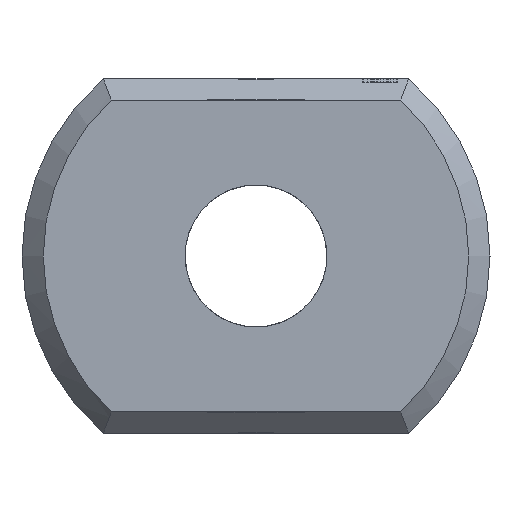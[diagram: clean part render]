
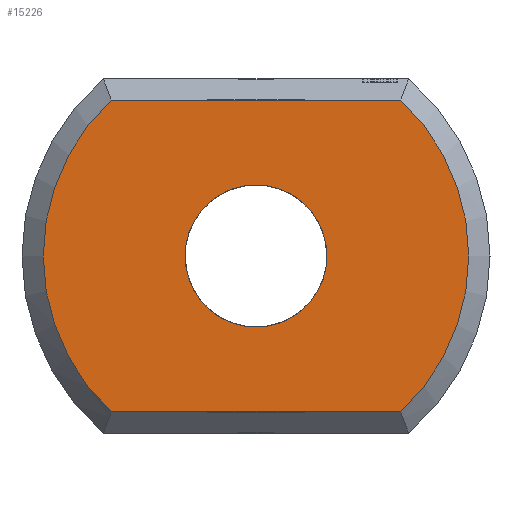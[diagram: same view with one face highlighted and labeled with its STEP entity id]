
A CAD part, left-side view. The second image highlights one B-rep face of the part: STEP entity #15226.
In plain terms, the highlighted planar face has unit normal (-1, 0, 0).
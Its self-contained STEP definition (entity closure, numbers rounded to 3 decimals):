
#3768 = VERTEX_POINT('',#3769);
#3769 = CARTESIAN_POINT('',(0.,-2.04,2.2));
#3778 = VERTEX_POINT('',#3779);
#3779 = CARTESIAN_POINT('',(0.,-2.04,-2.2));
#3786 = EDGE_CURVE('',#3768,#3778,#3787,.T.);
#3787 = CIRCLE('',#3788,3.);
#3788 = AXIS2_PLACEMENT_3D('',#3789,#3790,#3791);
#3789 = CARTESIAN_POINT('',(0.,0.,0.));
#3790 = DIRECTION('',(1.,0.,0.));
#3791 = DIRECTION('',(0.,-0.653,0.758)
  );
#4646 = VERTEX_POINT('',#4647);
#4647 = CARTESIAN_POINT('',(0.,2.04,2.2));
#4654 = EDGE_CURVE('',#3768,#4646,#4655,.T.);
#4655 = LINE('',#4656,#4657);
#4656 = CARTESIAN_POINT('',(0.,-2.154,2.2));
#4657 = VECTOR('',#4658,1.);
#4658 = DIRECTION('',(0.,1.,0.));
#15226 = ADVANCED_FACE('',(#15227,#15246),#15257,.F.);
#15227 = FACE_BOUND('',#15228,.F.);
#15228 = EDGE_LOOP('',(#15229,#15238,#15239,#15240));
#15229 = ORIENTED_EDGE('',*,*,#15230,.T.);
#15230 = EDGE_CURVE('',#15231,#4646,#15233,.T.);
#15231 = VERTEX_POINT('',#15232);
#15232 = CARTESIAN_POINT('',(0.,2.04,-2.2));
#15233 = CIRCLE('',#15234,3.);
#15234 = AXIS2_PLACEMENT_3D('',#15235,#15236,#15237);
#15235 = CARTESIAN_POINT('',(0.,0.,0.));
#15236 = DIRECTION('',(1.,0.,0.));
#15237 = DIRECTION('',(0.,0.653,-0.758)
  );
#15238 = ORIENTED_EDGE('',*,*,#4654,.F.);
#15239 = ORIENTED_EDGE('',*,*,#3786,.T.);
#15240 = ORIENTED_EDGE('',*,*,#15241,.T.);
#15241 = EDGE_CURVE('',#3778,#15231,#15242,.T.);
#15242 = LINE('',#15243,#15244);
#15243 = CARTESIAN_POINT('',(0.,-2.154,-2.2));
#15244 = VECTOR('',#15245,1.);
#15245 = DIRECTION('',(0.,1.,0.));
#15246 = FACE_BOUND('',#15247,.T.);
#15247 = EDGE_LOOP('',(#15248));
#15248 = ORIENTED_EDGE('',*,*,#15249,.T.);
#15249 = EDGE_CURVE('',#15250,#15250,#15252,.T.);
#15250 = VERTEX_POINT('',#15251);
#15251 = CARTESIAN_POINT('',(0.,1.,0.)
  );
#15252 = CIRCLE('',#15253,1.);
#15253 = AXIS2_PLACEMENT_3D('',#15254,#15255,#15256);
#15254 = CARTESIAN_POINT('',(0.,0.,0.));
#15255 = DIRECTION('',(1.,0.,0.));
#15256 = DIRECTION('',(0.,1.,0.));
#15257 = PLANE('',#15258);
#15258 = AXIS2_PLACEMENT_3D('',#15259,#15260,#15261);
#15259 = CARTESIAN_POINT('',(0.,0.,0.));
#15260 = DIRECTION('',(1.,0.,0.));
#15261 = DIRECTION('',(0.,0.,1.));
